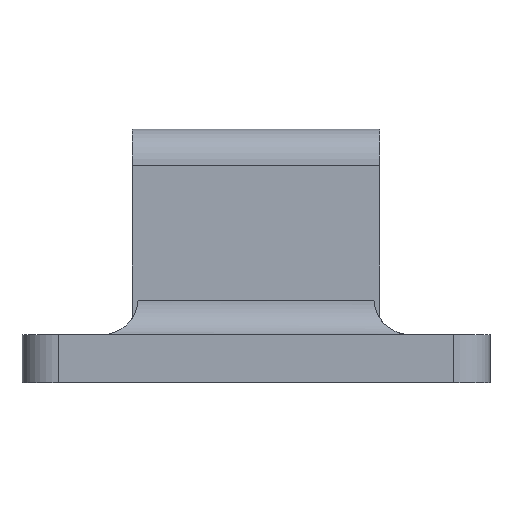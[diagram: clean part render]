
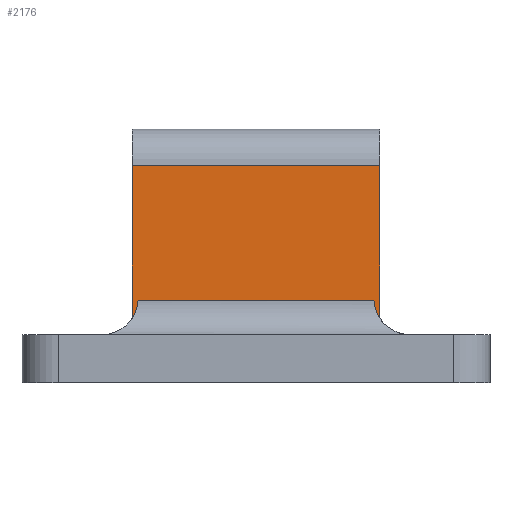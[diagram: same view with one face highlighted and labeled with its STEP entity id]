
A CAD part, left-side view. The second image highlights one B-rep face of the part: STEP entity #2176.
In plain terms, the highlighted planar face has unit normal (-1, 0, 0).
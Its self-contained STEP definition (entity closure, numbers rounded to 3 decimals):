
#54=CIRCLE('',#2321,3.);
#57=CIRCLE('',#2326,3.);
#188=FACE_OUTER_BOUND('',#298,.T.);
#298=EDGE_LOOP('',(#1564,#1565,#1566,#1567,#1568,#1569));
#460=LINE('',#3270,#704);
#461=LINE('',#3273,#705);
#462=LINE('',#3275,#706);
#463=LINE('',#3278,#707);
#704=VECTOR('',#2607,10.);
#705=VECTOR('',#2612,10.);
#706=VECTOR('',#2613,10.);
#707=VECTOR('',#2616,10.);
#950=VERTEX_POINT('',#3243);
#951=VERTEX_POINT('',#3244);
#955=VERTEX_POINT('',#3267);
#956=VERTEX_POINT('',#3269);
#957=VERTEX_POINT('',#3274);
#958=VERTEX_POINT('',#3276);
#1194=EDGE_CURVE('',#950,#951,#54,.T.);
#1200=EDGE_CURVE('',#955,#956,#460,.T.);
#1202=EDGE_CURVE('',#955,#951,#461,.T.);
#1203=EDGE_CURVE('',#957,#950,#462,.T.);
#1204=EDGE_CURVE('',#958,#957,#57,.T.);
#1205=EDGE_CURVE('',#956,#958,#463,.T.);
#1564=ORIENTED_EDGE('',*,*,#1200,.F.);
#1565=ORIENTED_EDGE('',*,*,#1202,.T.);
#1566=ORIENTED_EDGE('',*,*,#1194,.F.);
#1567=ORIENTED_EDGE('',*,*,#1203,.F.);
#1568=ORIENTED_EDGE('',*,*,#1204,.F.);
#1569=ORIENTED_EDGE('',*,*,#1205,.F.);
#2090=PLANE('',#2325);
#2176=ADVANCED_FACE('',(#188),#2090,.T.);
#2321=AXIS2_PLACEMENT_3D('',#3245,#2598,#2599);
#2325=AXIS2_PLACEMENT_3D('',#3272,#2610,#2611);
#2326=AXIS2_PLACEMENT_3D('',#3277,#2614,#2615);
#2598=DIRECTION('center_axis',(1.,0.,0.));
#2599=DIRECTION('ref_axis',(0.,-0.707,-0.707));
#2607=DIRECTION('',(0.,-1.,0.));
#2610=DIRECTION('center_axis',(-1.,0.,0.));
#2611=DIRECTION('ref_axis',(0.,-1.,0.));
#2612=DIRECTION('',(0.,0.,-1.));
#2613=DIRECTION('',(0.,1.,0.));
#2614=DIRECTION('center_axis',(1.,0.,0.));
#2615=DIRECTION('ref_axis',(0.,0.707,-0.707));
#2616=DIRECTION('',(0.,0.,-1.));
#3243=CARTESIAN_POINT('',(27.,25.005,4.828));
#3244=CARTESIAN_POINT('',(27.,25.5,3.342));
#3245=CARTESIAN_POINT('Origin',(27.,28.,5.));
#3267=CARTESIAN_POINT('',(27.,25.5,16.));
#3269=CARTESIAN_POINT('',(27.,5.,16.));
#3270=CARTESIAN_POINT('',(27.,20.5,16.));
#3272=CARTESIAN_POINT('Origin',(27.,25.,0.));
#3273=CARTESIAN_POINT('',(27.,25.5,-6.));
#3274=CARTESIAN_POINT('',(27.,5.495,4.828));
#3275=CARTESIAN_POINT('',(27.,5.5,4.828));
#3276=CARTESIAN_POINT('',(27.,5.,3.342));
#3277=CARTESIAN_POINT('Origin',(27.,2.5,5.));
#3278=CARTESIAN_POINT('',(27.,5.,-11.));
